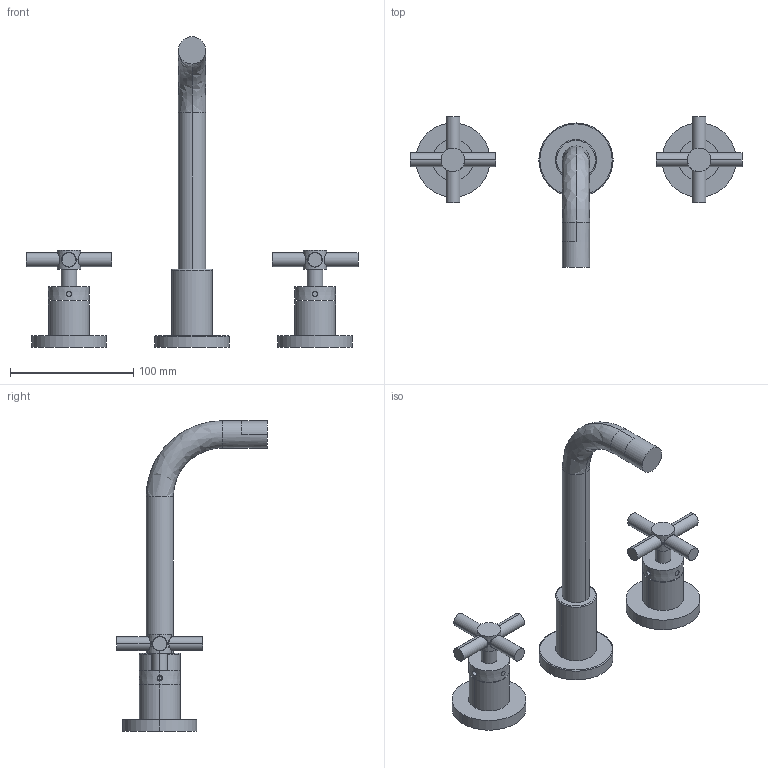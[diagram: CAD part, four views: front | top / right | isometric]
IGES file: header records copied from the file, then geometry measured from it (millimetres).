
Start section:  PTC IGES file: 3-991.igs
Global section: file name: 3-991.igs; native system: Creo Parametric by PTC Inc.; preprocessor: 2018400; author: gbazan; organization: Unknown; date: 20211105.134850; units: inch
Bounding box: 269.85 x 122.3 x 252.41 mm (x, y, z)
Surface area: 69825.7 mm2 (no closed solid volume)
Topology: 0 solids, 0 shells, 252 faces, 1236 edges, 1236 vertices
Faces by surface type: revolution 168, bspline 84
